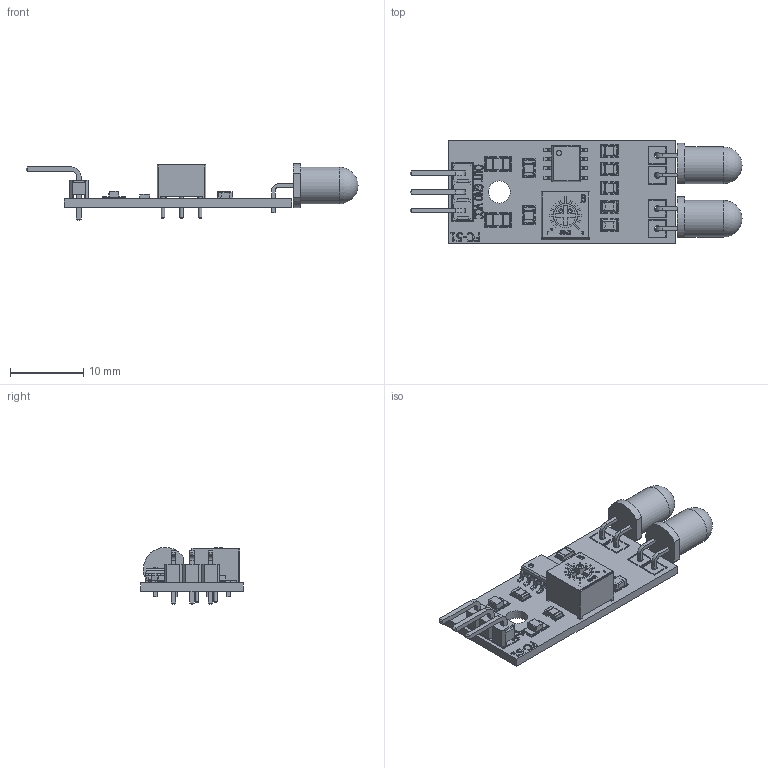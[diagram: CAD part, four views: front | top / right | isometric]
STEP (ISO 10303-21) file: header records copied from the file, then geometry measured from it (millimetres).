
FILE_DESCRIPTION(/* description */ (''),/* implementation_level */ '2;1');
FILE_NAME(/* name */ 'IR_Sensor_FC-51.stp',/* time_stamp */ '2020-06-05T20:10:25+03:00',/* author */ ('rdusak'),/* organization */ (''),/* preprocessor_version */ 'ST-DEVELOPER v17',/* originating_system */ 'Autodesk Inventor 2018',/* authorisation */ '');
FILE_SCHEMA (('AUTOMOTIVE_DESIGN { 1 0 10303 214 3 1 1 }'));
Length unit declared in the file: millimetre
Products named in the file (10): IR_Sensor_FC-51; 3362P-1-102LF; IR_Sensor_FC-51_1; KPTR-3216CGCK; LED 5mm; LED 5mm_foto; SOIC8-150-50; 1 Pin 2.54 mm Right Angle Single Row Pin Header Male 90 degrees Needl
e Connector; RESC-0805; CAPC-0805-T0.95-BN
Assembly tree (17 placements, depth 2):
  IR_Sensor_FC-51
    3362P-1-102LF
    IR_Sensor_FC-51_1
    KPTR-3216CGCK  x2
    LED 5mm
    LED 5mm_foto
    RESC-0805  x5
    SOIC8-150-50
    1 Pin 2.54 mm Right Angle Single Row Pin Header Male 90 degrees Needl
e Connector  x3
    CAPC-0805-T0.95-BN  x2
Bounding box: 45.22 x 14 x 7.76 mm (x, y, z)
Volume: 1133.8 mm3; surface area: 2241.6 mm2
Topology: 41 solids, 41 shells, 1471 faces, 3909 edges, 2572 vertices
Faces by surface type: plane 1062, cylinder 196, bspline 180, sphere 29, cone 4
Full cylindrical faces by diameter (mm): 0.25 x1, 0.4 x2, 0.5 x3, 0.8 x7, 2.77 x2, 3 x1, 5 x2
Entity records: 38577 total; most frequent: CARTESIAN_POINT 11448, ORIENTED_EDGE 5706, DIRECTION 4684, EDGE_CURVE 2853, LINE 2178, VECTOR 2178, VERTEX_POINT 1880, AXIS2_PLACEMENT_3D 1253
